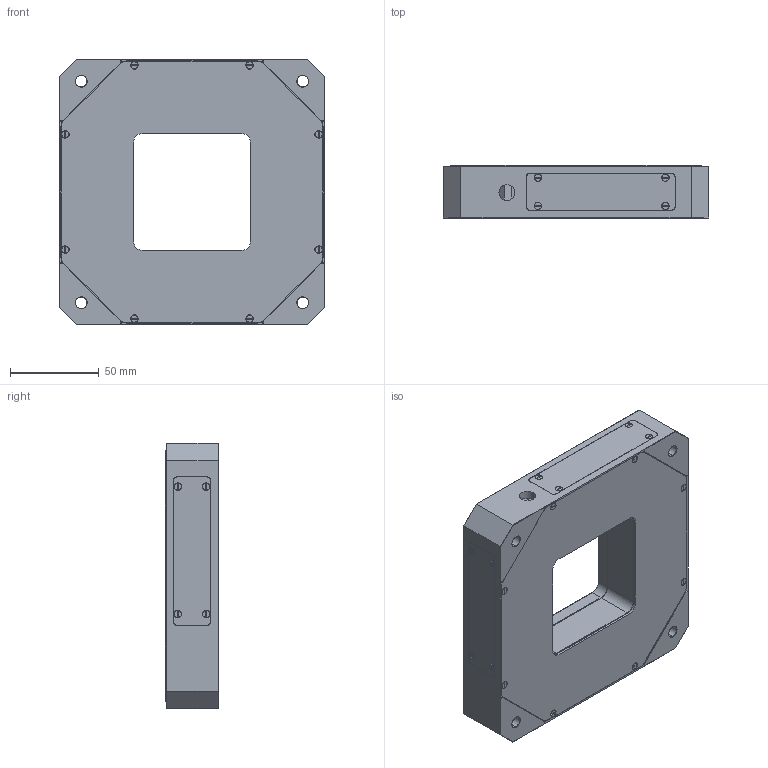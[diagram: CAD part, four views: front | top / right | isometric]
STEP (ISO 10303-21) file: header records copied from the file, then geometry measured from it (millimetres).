
FILE_DESCRIPTION (( 'STEP AP203' ), '1' );
FILE_NAME ('Carrier.S300.XYZ.C_enduser.STEP', '2025-06-12T15:03:48', ( '' ), ( '' ), 'SwSTEP 2.0', 'SolidWorks 2020', '' );
FILE_SCHEMA (( 'CONFIG_CONTROL_DESIGN' ));
Length unit declared in the file: millimetre
Products named in the file (7): Carrier.S300.XYZ.C_enduser; 葩璃 cover side 1^Carrier.S300.XYZ.C_enduser; 葩璃 top_1^Carrier.S300.XYZ.C_enduser; 葩璃 bottom_1^Carrier.S300.XYZ.C_enduser; 葩璃 base_1SLDPRT^Carrier.S300.XYZ.C_enduser; 复件 M3-D5.5T2.0L3^Carrier.S300.XYZ.C_enduser_M3×10; 葩璃 M2-D4.0T1.0L5^Carrier.S300.XYZ.C_enduser
Assembly tree (39 placements, depth 2):
  Carrier.S300.XYZ.C_enduser
    葩璃 base_1SLDPRT^Carrier.S300.XYZ.C_enduser
    葩璃 top_1^Carrier.S300.XYZ.C_enduser
    葩璃 bottom_1^Carrier.S300.XYZ.C_enduser
    葩璃 cover side 1^Carrier.S300.XYZ.C_enduser  x4
    复件 M3-D5.5T2.0L3^Carrier.S300.XYZ.C_enduser_M3×10  x8
    葩璃 M2-D4.0T1.0L5^Carrier.S300.XYZ.C_enduser  x24
Bounding box: 150 x 30 x 150 mm (x, y, z)
Volume: 517629.7 mm3; surface area: 149493.5 mm2
Topology: 39 solids, 43 shells, 1141 faces, 2625 edges, 1590 vertices
Faces by surface type: plane 459, cylinder 326, cone 324, torus 32
Entity records: 21796 total; most frequent: DIRECTION 3795, CARTESIAN_POINT 3438, ORIENTED_EDGE 3234, EDGE_CURVE 1617, AXIS2_PLACEMENT_3D 1443, VERTEX_POINT 990, VECTOR 909, LINE 909
